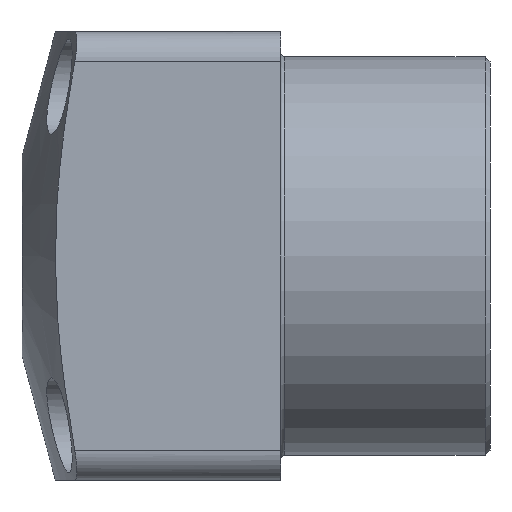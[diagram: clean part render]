
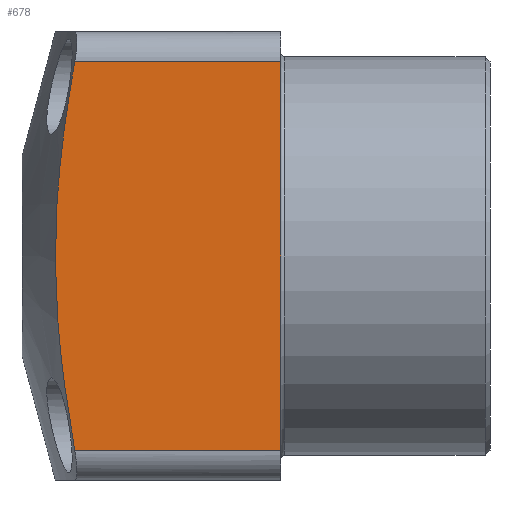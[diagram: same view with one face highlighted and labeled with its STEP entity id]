
A CAD part, left-side view. The second image highlights one B-rep face of the part: STEP entity #678.
In plain terms, the highlighted planar face has unit normal (-1, 0, 0).
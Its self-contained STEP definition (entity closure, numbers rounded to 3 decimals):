
#678 = ADVANCED_FACE ( 'NONE', ( #2774 ), #2773, .T. ) ;
#679 = EDGE_LOOP ( 'NONE', ( #680, #735, #737, #738 ) ) ;
#680 = ORIENTED_EDGE ( 'NONE', *, *, #733, .F. ) ;
#681 = VERTEX_POINT ( 'NONE', #2768 ) ;
#702 = VERTEX_POINT ( 'NONE', #2845 ) ;
#704 = EDGE_CURVE ( 'NONE', #702, #705, #2844, .T. ) ;
#705 = VERTEX_POINT ( 'NONE', #2840 ) ;
#733 = EDGE_CURVE ( 'NONE', #681, #734, #2922, .T. ) ;
#734 = VERTEX_POINT ( 'NONE', #2921 ) ;
#735 = ORIENTED_EDGE ( 'NONE', *, *, #736, .T. ) ;
#736 = EDGE_CURVE ( 'NONE', #681, #705, #2919, .T. ) ;
#737 = ORIENTED_EDGE ( 'NONE', *, *, #704, .F. ) ;
#738 = ORIENTED_EDGE ( 'NONE', *, *, #739, .T. ) ;
#739 = EDGE_CURVE ( 'NONE', #702, #734, #2898, .T. ) ;
#2768 = CARTESIAN_POINT ( 'NONE',  ( -22.5, 20.702, -19.5 ) ) ;
#2769 = DIRECTION ( 'NONE',  ( 0., 0., 1. ) ) ;
#2770 = DIRECTION ( 'NONE',  ( -1., 0., 0. ) ) ;
#2771 = CARTESIAN_POINT ( 'NONE',  ( -22.5, 26., 22.5 ) ) ;
#2772 = AXIS2_PLACEMENT_3D ( 'NONE', #2771, #2770, #2769 ) ;
#2773 = PLANE ( 'NONE',  #2772 ) ;
#2774 = FACE_OUTER_BOUND ( 'NONE', #679, .T. ) ;
#2840 = CARTESIAN_POINT ( 'NONE',  ( -22.5, 0., -19.5 ) ) ;
#2841 = DIRECTION ( 'NONE',  ( 0., 0., -1. ) ) ;
#2842 = VECTOR ( 'NONE', #2841, 1000. ) ;
#2843 = CARTESIAN_POINT ( 'NONE',  ( -22.5, 0., 22.5 ) ) ;
#2844 = LINE ( 'NONE', #2843, #2842 ) ;
#2845 = CARTESIAN_POINT ( 'NONE',  ( -22.5, 0., 19.5 ) ) ;
#2895 = DIRECTION ( 'NONE',  ( 0., 1., 0. ) ) ;
#2896 = VECTOR ( 'NONE', #2895, 1000. ) ;
#2897 = CARTESIAN_POINT ( 'NONE',  ( -22.5, 20.153, 19.5 ) ) ;
#2898 = LINE ( 'NONE', #2897, #2896 ) ;
#2899 = CARTESIAN_POINT ( 'NONE',  ( -22.5, 20.702, 19.5 ) ) ;
#2900 = CARTESIAN_POINT ( 'NONE',  ( -22.5, 20.985, 17.886 ) ) ;
#2901 = CARTESIAN_POINT ( 'NONE',  ( -22.5, 21.249, 16.267 ) ) ;
#2902 = CARTESIAN_POINT ( 'NONE',  ( -22.5, 21.724, 13.018 ) ) ;
#2903 = CARTESIAN_POINT ( 'NONE',  ( -22.5, 21.935, 11.384 ) ) ;
#2904 = CARTESIAN_POINT ( 'NONE',  ( -22.5, 22.283, 8.121 ) ) ;
#2905 = CARTESIAN_POINT ( 'NONE',  ( -22.5, 22.419, 6.491 ) ) ;
#2906 = CARTESIAN_POINT ( 'NONE',  ( -22.5, 22.604, 3.232 ) ) ;
#2907 = CARTESIAN_POINT ( 'NONE',  ( -22.5, 22.651, 1.603 ) ) ;
#2908 = CARTESIAN_POINT ( 'NONE',  ( -22.5, 22.65, -1.651 ) ) ;
#2909 = CARTESIAN_POINT ( 'NONE',  ( -22.5, 22.602, -3.277 ) ) ;
#2910 = CARTESIAN_POINT ( 'NONE',  ( -22.5, 22.417, -6.527 ) ) ;
#2911 = CARTESIAN_POINT ( 'NONE',  ( -22.5, 22.28, -8.151 ) ) ;
#2912 = CARTESIAN_POINT ( 'NONE',  ( -22.5, 21.933, -11.397 ) ) ;
#2913 = CARTESIAN_POINT ( 'NONE',  ( -22.5, 21.724, -13.019 ) ) ;
#2914 = CARTESIAN_POINT ( 'NONE',  ( -22.5, 21.25, -16.262 ) ) ;
#2915 = CARTESIAN_POINT ( 'NONE',  ( -22.5, 20.985, -17.884 ) ) ;
#2916 = DIRECTION ( 'NONE',  ( 0., -1., 0. ) ) ;
#2917 = VECTOR ( 'NONE', #2916, 1000. ) ;
#2918 = CARTESIAN_POINT ( 'NONE',  ( -22.5, 0., -19.5 ) ) ;
#2919 = LINE ( 'NONE', #2918, #2917 ) ;
#2920 = CARTESIAN_POINT ( 'NONE',  ( -22.5, 20.702, -19.5 ) ) ;
#2921 = CARTESIAN_POINT ( 'NONE',  ( -22.5, 20.702, 19.5 ) ) ;
#2922 = B_SPLINE_CURVE_WITH_KNOTS ( 'NONE', 3,
 ( #2920, #2915, #2914, #2913, #2912, #2911, #2910, #2909, #2908, #2907, #2906, #2905, #2904, #2903, #2902, #2901, #2900, #2899 ),
 .UNSPECIFIED., .F., .F.,
 ( 4, 2, 2, 2, 2, 2, 2, 2, 4 ),
 ( 0.026, 0.031, 0.036, 0.041, 0.046, 0.05, 0.055, 0.06, 0.065 ),
 .UNSPECIFIED. ) ;
